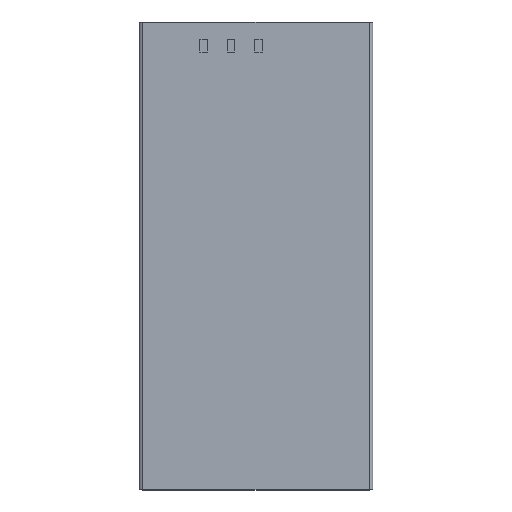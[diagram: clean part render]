
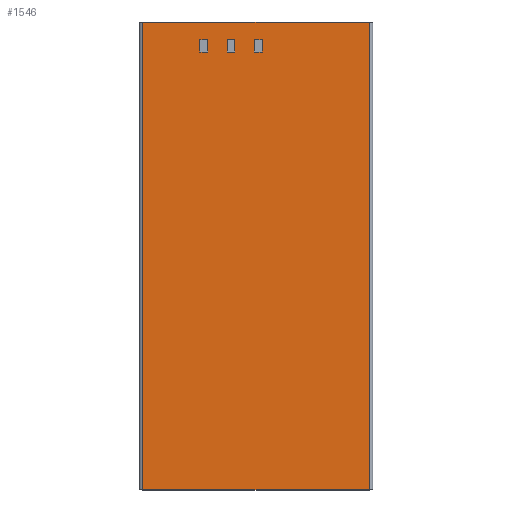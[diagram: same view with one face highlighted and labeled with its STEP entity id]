
A CAD part, top view. The second image highlights one B-rep face of the part: STEP entity #1546.
In plain terms, the highlighted planar face has unit normal (0, 0, 1).
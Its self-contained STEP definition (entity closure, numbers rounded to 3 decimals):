
#28=FACE_BOUND('',#161,.T.);
#29=FACE_BOUND('',#162,.T.);
#30=FACE_BOUND('',#163,.T.);
#82=FACE_OUTER_BOUND('',#160,.T.);
#160=EDGE_LOOP('',(#1089,#1090,#1091,#1092));
#161=EDGE_LOOP('',(#1093,#1094,#1095,#1096));
#162=EDGE_LOOP('',(#1097,#1098,#1099,#1100));
#163=EDGE_LOOP('',(#1101,#1102,#1103,#1104));
#235=LINE('',#2137,#441);
#239=LINE('',#2145,#445);
#242=LINE('',#2151,#448);
#245=LINE('',#2156,#451);
#247=LINE('',#2161,#453);
#251=LINE('',#2169,#457);
#254=LINE('',#2175,#460);
#257=LINE('',#2180,#463);
#259=LINE('',#2185,#465);
#263=LINE('',#2193,#469);
#266=LINE('',#2199,#472);
#269=LINE('',#2204,#475);
#278=LINE('',#2231,#484);
#283=LINE('',#2243,#489);
#284=LINE('',#2247,#490);
#285=LINE('',#2248,#491);
#441=VECTOR('',#1736,10.);
#445=VECTOR('',#1742,10.);
#448=VECTOR('',#1747,10.);
#451=VECTOR('',#1752,10.);
#453=VECTOR('',#1756,10.);
#457=VECTOR('',#1762,10.);
#460=VECTOR('',#1767,10.);
#463=VECTOR('',#1772,10.);
#465=VECTOR('',#1776,10.);
#469=VECTOR('',#1782,10.);
#472=VECTOR('',#1787,10.);
#475=VECTOR('',#1792,10.);
#484=VECTOR('',#1815,10.);
#489=VECTOR('',#1824,10.);
#490=VECTOR('',#1829,10.);
#491=VECTOR('',#1830,10.);
#647=VERTEX_POINT('',#2135);
#648=VERTEX_POINT('',#2136);
#651=VERTEX_POINT('',#2144);
#653=VERTEX_POINT('',#2150);
#655=VERTEX_POINT('',#2159);
#656=VERTEX_POINT('',#2160);
#659=VERTEX_POINT('',#2168);
#661=VERTEX_POINT('',#2174);
#663=VERTEX_POINT('',#2183);
#664=VERTEX_POINT('',#2184);
#667=VERTEX_POINT('',#2192);
#669=VERTEX_POINT('',#2198);
#680=VERTEX_POINT('',#2228);
#681=VERTEX_POINT('',#2230);
#686=VERTEX_POINT('',#2242);
#687=VERTEX_POINT('',#2246);
#795=EDGE_CURVE('',#647,#648,#235,.T.);
#799=EDGE_CURVE('',#651,#647,#239,.T.);
#802=EDGE_CURVE('',#653,#651,#242,.T.);
#805=EDGE_CURVE('',#648,#653,#245,.T.);
#807=EDGE_CURVE('',#655,#656,#247,.T.);
#811=EDGE_CURVE('',#659,#655,#251,.T.);
#814=EDGE_CURVE('',#661,#659,#254,.T.);
#817=EDGE_CURVE('',#656,#661,#257,.T.);
#819=EDGE_CURVE('',#663,#664,#259,.T.);
#823=EDGE_CURVE('',#667,#663,#263,.T.);
#826=EDGE_CURVE('',#669,#667,#266,.T.);
#829=EDGE_CURVE('',#664,#669,#269,.T.);
#842=EDGE_CURVE('',#681,#680,#278,.T.);
#848=EDGE_CURVE('',#681,#686,#283,.T.);
#850=EDGE_CURVE('',#687,#680,#284,.T.);
#851=EDGE_CURVE('',#687,#686,#285,.T.);
#1089=ORIENTED_EDGE('',*,*,#848,.F.);
#1090=ORIENTED_EDGE('',*,*,#842,.T.);
#1091=ORIENTED_EDGE('',*,*,#850,.F.);
#1092=ORIENTED_EDGE('',*,*,#851,.T.);
#1093=ORIENTED_EDGE('',*,*,#795,.T.);
#1094=ORIENTED_EDGE('',*,*,#805,.T.);
#1095=ORIENTED_EDGE('',*,*,#802,.T.);
#1096=ORIENTED_EDGE('',*,*,#799,.T.);
#1097=ORIENTED_EDGE('',*,*,#807,.T.);
#1098=ORIENTED_EDGE('',*,*,#817,.T.);
#1099=ORIENTED_EDGE('',*,*,#814,.T.);
#1100=ORIENTED_EDGE('',*,*,#811,.T.);
#1101=ORIENTED_EDGE('',*,*,#819,.T.);
#1102=ORIENTED_EDGE('',*,*,#829,.T.);
#1103=ORIENTED_EDGE('',*,*,#826,.T.);
#1104=ORIENTED_EDGE('',*,*,#823,.T.);
#1475=PLANE('',#1656);
#1546=ADVANCED_FACE('',(#82,#28,#29,#30),#1475,.T.);
#1656=AXIS2_PLACEMENT_3D('',#2245,#1827,#1828);
#1736=DIRECTION('',(-1.,0.,0.));
#1742=DIRECTION('',(0.,-1.,0.));
#1747=DIRECTION('',(1.,0.,0.));
#1752=DIRECTION('',(0.,1.,0.));
#1756=DIRECTION('',(1.,0.,0.));
#1762=DIRECTION('',(0.,1.,0.));
#1767=DIRECTION('',(-1.,0.,0.));
#1772=DIRECTION('',(0.,-1.,0.));
#1776=DIRECTION('',(0.,1.,0.));
#1782=DIRECTION('',(-1.,0.,0.));
#1787=DIRECTION('',(0.,-1.,0.));
#1792=DIRECTION('',(1.,0.,0.));
#1815=DIRECTION('',(1.,0.,0.));
#1824=DIRECTION('',(0.,1.,0.));
#1827=DIRECTION('center_axis',(0.,0.,1.));
#1828=DIRECTION('ref_axis',(1.,0.,0.));
#1829=DIRECTION('',(0.,-1.,0.));
#1830=DIRECTION('',(-1.,0.,0.));
#2135=CARTESIAN_POINT('',(8.8,56.15,13.));
#2136=CARTESIAN_POINT('',(7.8,56.15,13.));
#2137=CARTESIAN_POINT('',(11.9,56.15,13.));
#2144=CARTESIAN_POINT('',(8.8,57.75,13.));
#2145=CARTESIAN_POINT('',(8.8,43.875,13.));
#2150=CARTESIAN_POINT('',(7.8,57.75,13.));
#2151=CARTESIAN_POINT('',(11.4,57.75,13.));
#2156=CARTESIAN_POINT('',(7.8,43.075,13.));
#2159=CARTESIAN_POINT('',(11.3,57.75,13.));
#2160=CARTESIAN_POINT('',(12.3,57.75,13.));
#2161=CARTESIAN_POINT('',(13.15,57.75,13.));
#2168=CARTESIAN_POINT('',(11.3,56.15,13.));
#2169=CARTESIAN_POINT('',(11.3,43.075,13.));
#2174=CARTESIAN_POINT('',(12.3,56.15,13.));
#2175=CARTESIAN_POINT('',(13.65,56.15,13.));
#2180=CARTESIAN_POINT('',(12.3,43.875,13.));
#2183=CARTESIAN_POINT('',(14.8,56.15,13.));
#2184=CARTESIAN_POINT('',(14.8,57.75,13.));
#2185=CARTESIAN_POINT('',(14.8,43.075,13.));
#2192=CARTESIAN_POINT('',(15.8,56.15,13.));
#2193=CARTESIAN_POINT('',(15.4,56.15,13.));
#2198=CARTESIAN_POINT('',(15.8,57.75,13.));
#2199=CARTESIAN_POINT('',(15.8,43.875,13.));
#2204=CARTESIAN_POINT('',(14.9,57.75,13.));
#2228=CARTESIAN_POINT('',(29.5,0.,13.));
#2230=CARTESIAN_POINT('',(0.5,0.,13.));
#2231=CARTESIAN_POINT('',(0.,0.,13.));
#2242=CARTESIAN_POINT('',(0.5,60.,13.));
#2243=CARTESIAN_POINT('',(0.5,45.,13.));
#2245=CARTESIAN_POINT('Origin',(15.,30.,13.));
#2246=CARTESIAN_POINT('',(29.5,60.,13.));
#2247=CARTESIAN_POINT('',(29.5,15.,13.));
#2248=CARTESIAN_POINT('',(30.,60.,13.));
